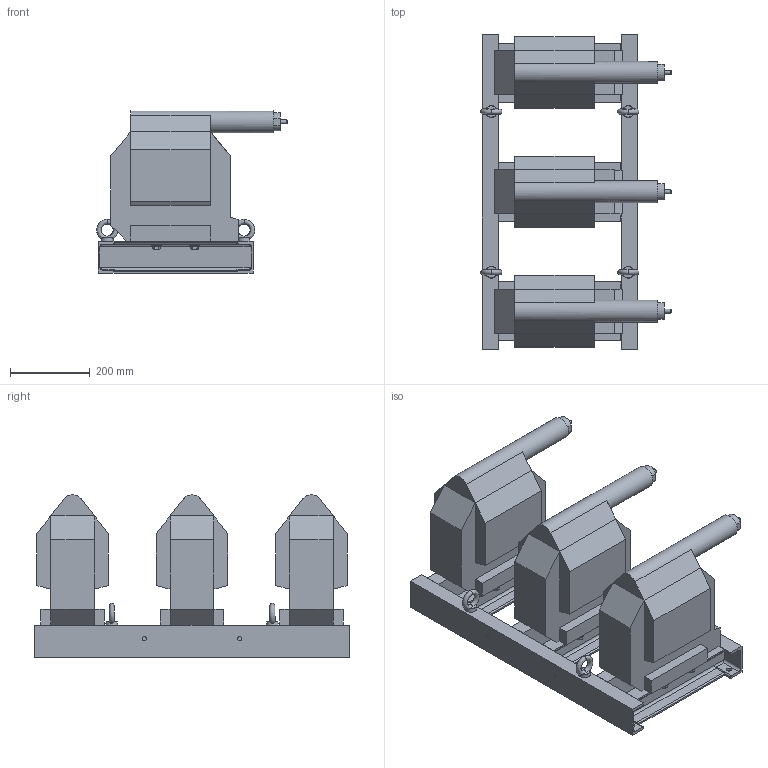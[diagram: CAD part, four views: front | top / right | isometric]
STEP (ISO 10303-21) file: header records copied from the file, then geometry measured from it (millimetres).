
FILE_DESCRIPTION(('STEP AP242'), '1');
FILE_NAME('ﾀﾄﾘﾏ.1.757.009 ﾍﾀﾋﾈ-ﾝﾊ-24 ﾌ7ﾏ', '', ('UNSPECIFIED'), ('UNSPECIFIED'), 'ASCON STEP Converter 1.6', 'ASCON Math Kernel', '');
FILE_SCHEMA(('AP242_MANAGED_MODEL_BASED_3D_ENGINEERING_MIM_LF { 1 0 10303 442 1 1 4 }'));
Length unit declared in the file: millimetre
Assembly tree (66 placements, depth 3):
  (unnamed)
    (unnamed)  x6
      (unnamed)
    (unnamed)
      (unnamed)
    (unnamed)
      (unnamed)
    (unnamed)  x4
    (unnamed)  x16
    (unnamed)  x16
    (unnamed)  x4
    (unnamed)  x12
    (unnamed)  x3
Bounding box: 479.95 x 790 x 407.5 mm (x, y, z)
Volume: 40669161.4 mm3; surface area: 2382861.4 mm2
Topology: 63 solids, 63 shells, 2290 faces, 5981 edges, 3948 vertices
Faces by surface type: plane 1241, cylinder 959, cone 51, torus 31, bspline 8
Full cylindrical faces by diameter (mm): 5 x12, 8.5 x1, 10 x18, 10.376 x4, 11 x2, 12 x43, 13 x28, 14 x12, 16 x12, 24 x16, 55 x3
Entity records: 38107 total; most frequent: CARTESIAN_POINT 13256, DIRECTION 3860, ORIENTED_EDGE 3522, EDGE_CURVE 1761, AXIS2_PLACEMENT_3D 1411, VERTEX_POINT 1210, LINE 1038, VECTOR 1038
